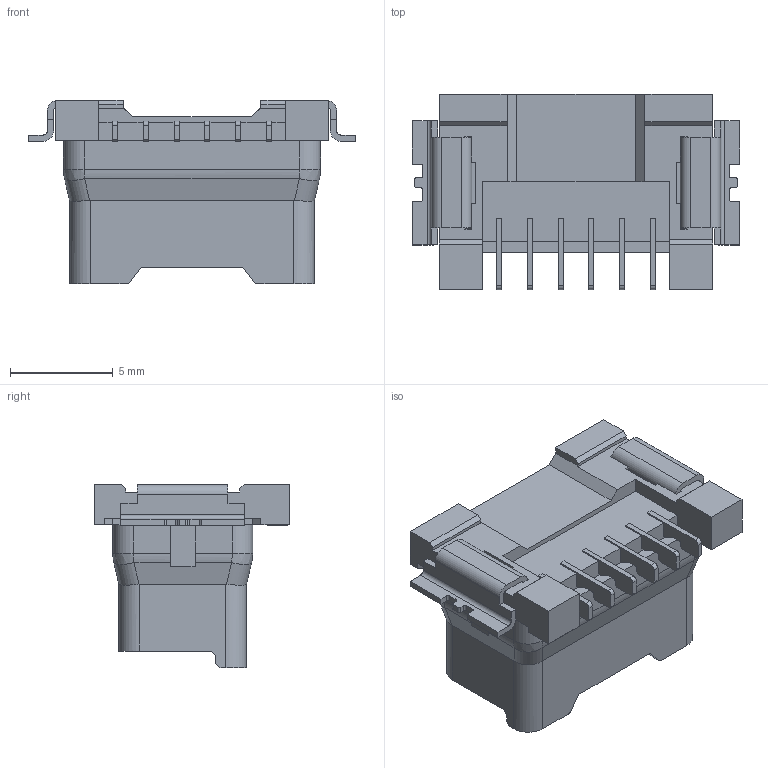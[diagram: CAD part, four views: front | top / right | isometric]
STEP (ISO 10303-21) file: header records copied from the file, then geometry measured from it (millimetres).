
FILE_DESCRIPTION((''),'2;1');
FILE_NAME('5033950610','2016-04-05T',('me'),(''),'PRO/ENGINEER BY PARAMETRIC TECHNOLOGY CORPORATION, 2012310','PRO/ENGINEER BY PARAMETRIC TECHNOLOGY CORPORATION, 2012310','');
FILE_SCHEMA(('CONFIG_CONTROL_DESIGN'));
Length unit declared in the file: millimetre
Products named in the file (1): 5033950610
Bounding box: 15.9 x 9.5 x 8.9 mm (x, y, z)
Volume: 401.8 mm3; surface area: 977.7 mm2
Topology: 1 solids, 1 shells, 483 faces, 1448 edges, 961 vertices
Faces by surface type: plane 388, cylinder 91, bspline 4
Entity records: 16205 total; most frequent: CARTESIAN_POINT 3074, ORIENTED_EDGE 2826, DIRECTION 2550, EDGE_CURVE 1413, VECTOR 1262, LINE 1262, VERTEX_POINT 926, AXIS2_PLACEMENT_3D 644
